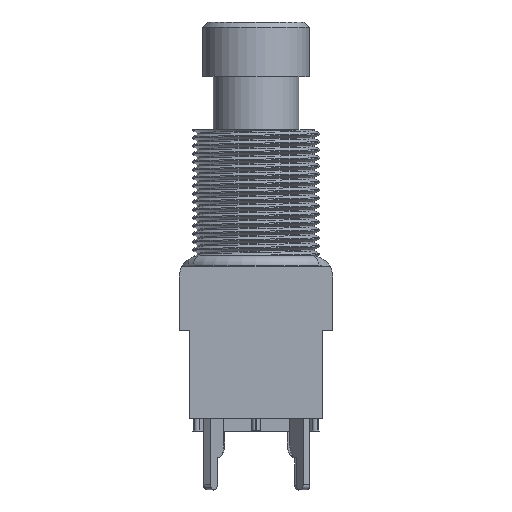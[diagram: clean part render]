
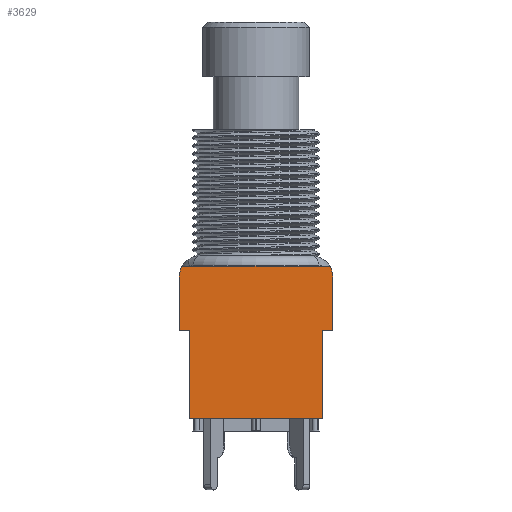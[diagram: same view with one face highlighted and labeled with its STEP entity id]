
A CAD part, top view. The second image highlights one B-rep face of the part: STEP entity #3629.
In plain terms, the highlighted planar face has unit normal (0, 0, 1).
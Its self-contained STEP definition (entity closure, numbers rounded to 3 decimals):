
#207=CIRCLE('',#3827,2.);
#208=CIRCLE('',#3831,2.);
#356=FACE_OUTER_BOUND('',#557,.T.);
#557=EDGE_LOOP('',(#2834,#2835,#2836,#2837,#2838,#2839,#2840,#2841,#2842,
#2843));
#911=LINE('',#8491,#1222);
#913=LINE('',#8495,#1224);
#914=LINE('',#8497,#1225);
#915=LINE('',#8499,#1226);
#916=LINE('',#8501,#1227);
#917=LINE('',#8503,#1228);
#918=LINE('',#8505,#1229);
#919=LINE('',#8507,#1230);
#1222=VECTOR('',#4219,10.);
#1224=VECTOR('',#4223,10.);
#1225=VECTOR('',#4224,10.);
#1226=VECTOR('',#4225,10.);
#1227=VECTOR('',#4226,10.);
#1228=VECTOR('',#4227,10.);
#1229=VECTOR('',#4228,10.);
#1230=VECTOR('',#4229,10.);
#1618=VERTEX_POINT('',#8482);
#1619=VERTEX_POINT('',#8484);
#1620=VERTEX_POINT('',#8490);
#1621=VERTEX_POINT('',#8494);
#1622=VERTEX_POINT('',#8496);
#1623=VERTEX_POINT('',#8498);
#1624=VERTEX_POINT('',#8500);
#1625=VERTEX_POINT('',#8502);
#1626=VERTEX_POINT('',#8504);
#1627=VERTEX_POINT('',#8506);
#2061=EDGE_CURVE('',#1618,#1619,#207,.T.);
#2064=EDGE_CURVE('',#1620,#1619,#911,.T.);
#2066=EDGE_CURVE('',#1621,#1618,#913,.T.);
#2067=EDGE_CURVE('',#1621,#1622,#914,.T.);
#2068=EDGE_CURVE('',#1622,#1623,#915,.T.);
#2069=EDGE_CURVE('',#1623,#1624,#916,.T.);
#2070=EDGE_CURVE('',#1624,#1625,#917,.T.);
#2071=EDGE_CURVE('',#1625,#1626,#918,.T.);
#2072=EDGE_CURVE('',#1626,#1627,#919,.T.);
#2073=EDGE_CURVE('',#1620,#1627,#208,.T.);
#2834=ORIENTED_EDGE('',*,*,#2061,.F.);
#2835=ORIENTED_EDGE('',*,*,#2066,.F.);
#2836=ORIENTED_EDGE('',*,*,#2067,.T.);
#2837=ORIENTED_EDGE('',*,*,#2068,.T.);
#2838=ORIENTED_EDGE('',*,*,#2069,.T.);
#2839=ORIENTED_EDGE('',*,*,#2070,.T.);
#2840=ORIENTED_EDGE('',*,*,#2071,.T.);
#2841=ORIENTED_EDGE('',*,*,#2072,.T.);
#2842=ORIENTED_EDGE('',*,*,#2073,.F.);
#2843=ORIENTED_EDGE('',*,*,#2064,.T.);
#3464=PLANE('',#3830);
#3629=ADVANCED_FACE('',(#356),#3464,.T.);
#3827=AXIS2_PLACEMENT_3D('',#8485,#4211,#4212);
#3830=AXIS2_PLACEMENT_3D('',#8493,#4221,#4222);
#3831=AXIS2_PLACEMENT_3D('',#8508,#4230,#4231);
#4211=DIRECTION('center_axis',(0.,0.,-1.));
#4212=DIRECTION('ref_axis',(-0.707,0.707,0.));
#4219=DIRECTION('',(-1.,0.,0.));
#4221=DIRECTION('center_axis',(0.,0.,1.));
#4222=DIRECTION('ref_axis',(1.,0.,0.));
#4223=DIRECTION('',(0.,1.,0.));
#4224=DIRECTION('',(1.,0.,0.));
#4225=DIRECTION('',(0.,-1.,0.));
#4226=DIRECTION('',(1.,0.,0.));
#4227=DIRECTION('',(0.,1.,0.));
#4228=DIRECTION('',(1.,0.,0.));
#4229=DIRECTION('',(0.,1.,0.));
#4230=DIRECTION('center_axis',(0.,0.,-1.));
#4231=DIRECTION('ref_axis',(0.707,0.707,0.));
#8482=CARTESIAN_POINT('',(-7.2,13.2,9.45));
#8484=CARTESIAN_POINT('',(-6.932,14.2,9.45));
#8485=CARTESIAN_POINT('Origin',(-5.2,13.2,9.45));
#8490=CARTESIAN_POINT('',(6.932,14.2,9.45));
#8491=CARTESIAN_POINT('',(-3.6,14.2,9.45));
#8493=CARTESIAN_POINT('Origin',(-7.2,0.,9.45));
#8494=CARTESIAN_POINT('',(-7.2,8.2,9.45));
#8495=CARTESIAN_POINT('',(-7.2,0.,9.45));
#8496=CARTESIAN_POINT('',(-6.2,8.2,9.45));
#8497=CARTESIAN_POINT('',(-7.2,8.2,9.45));
#8498=CARTESIAN_POINT('',(-6.2,0.,9.45));
#8499=CARTESIAN_POINT('',(-6.2,4.1,9.45));
#8500=CARTESIAN_POINT('',(6.2,0.,9.45));
#8501=CARTESIAN_POINT('',(-7.2,0.,9.45));
#8502=CARTESIAN_POINT('',(6.2,8.2,9.45));
#8503=CARTESIAN_POINT('',(6.2,0.,9.45));
#8504=CARTESIAN_POINT('',(7.2,8.2,9.45));
#8505=CARTESIAN_POINT('',(-0.5,8.2,9.45));
#8506=CARTESIAN_POINT('',(7.2,13.2,9.45));
#8507=CARTESIAN_POINT('',(7.2,0.,9.45));
#8508=CARTESIAN_POINT('Origin',(5.2,13.2,9.45));
